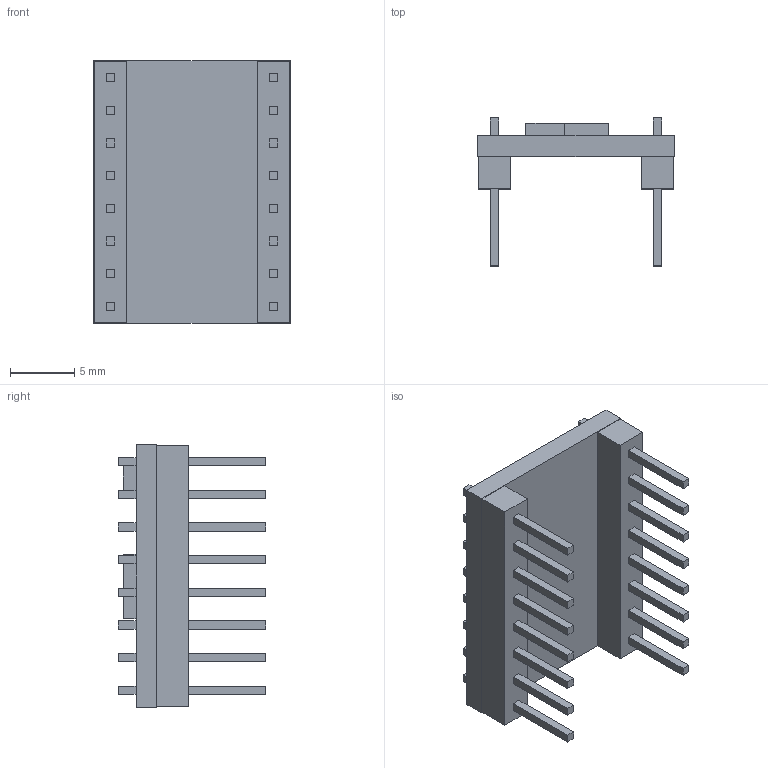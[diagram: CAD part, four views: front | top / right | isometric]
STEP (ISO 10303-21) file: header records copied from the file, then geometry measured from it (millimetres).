
FILE_DESCRIPTION (( 'STEP AP214' ), '1' );
FILE_NAME ('Pololu_MP6500.STEP', '2023-02-14T19:09:01', ( '' ), ( '' ), 'SwSTEP 2.0', 'SolidWorks 2022', '' );
FILE_SCHEMA (( 'AUTOMOTIVE_DESIGN' ));
Length unit declared in the file: millimetre
Products named in the file (1): Pololu_MP6500
Bounding box: 15.3 x 11.5 x 20.4 mm (x, y, z)
Volume: 837.4 mm3; surface area: 1306.5 mm2
Topology: 1 solids, 1 shells, 186 faces, 444 edges, 296 vertices
Faces by surface type: plane 186
Entity records: 5533 total; most frequent: CARTESIAN_POINT 927, ORIENTED_EDGE 888, DIRECTION 818, LINE 444, EDGE_CURVE 444, VECTOR 444, VERTEX_POINT 296, EDGE_LOOP 222
